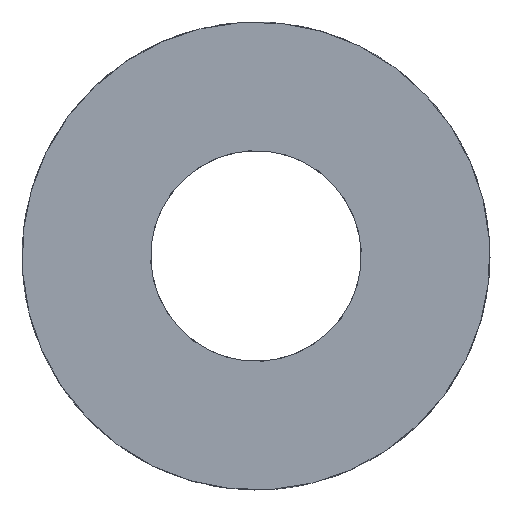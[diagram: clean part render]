
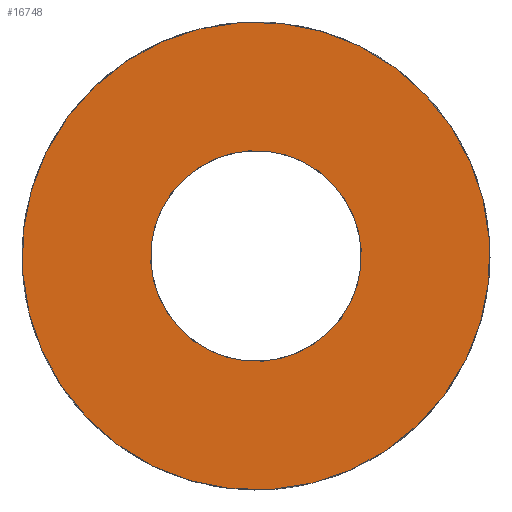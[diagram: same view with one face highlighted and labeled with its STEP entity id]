
A CAD part, left-side view. The second image highlights one B-rep face of the part: STEP entity #16748.
In plain terms, the highlighted face is planar.
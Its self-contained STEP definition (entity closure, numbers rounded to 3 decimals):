
#16292=CARTESIAN_POINT('',(0.,0.,0.));
#16293=DIRECTION('',(0.,0.,1.));
#16294=DIRECTION('',(-1.,0.,0.));
#16295=AXIS2_PLACEMENT_3D('',#16292,#16293,#16294);
#16330=CARTESIAN_POINT('',(0.,0.,0.));
#16331=DIRECTION('',(0.,0.,-1.));
#16332=DIRECTION('',(-1.,0.,0.));
#16333=AXIS2_PLACEMENT_3D('',#16330,#16331,#16332);
#16386=CARTESIAN_POINT('',(0.,0.,0.));
#16387=DIRECTION('',(0.,0.,-1.));
#16388=DIRECTION('',(1.,0.,0.));
#16389=AXIS2_PLACEMENT_3D('',#16386,#16387,#16388);
#16403=CARTESIAN_POINT('',(0.,0.,0.));
#16404=DIRECTION('',(0.,0.,1.));
#16405=DIRECTION('',(1.,0.,0.));
#16406=AXIS2_PLACEMENT_3D('',#16403,#16404,#16405);
#16523=CARTESIAN_POINT('',(20.,0.,0.));
#16524=VERTEX_POINT('',#16523);
#16525=CARTESIAN_POINT('',(-20.,0.,0.));
#16526=VERTEX_POINT('',#16525);
#16527=CARTESIAN_POINT('',(9.,0.,0.));
#16528=CARTESIAN_POINT('',(-9.,0.,0.));
#16529=VERTEX_POINT('',#16527);
#16530=VERTEX_POINT('',#16528);
#16734=CARTESIAN_POINT('',(0.,0.,0.));
#16735=DIRECTION('',(0.,0.,1.));
#16736=DIRECTION('',(1.,0.,0.));
#16737=AXIS2_PLACEMENT_3D('',#16734,#16735,#16736);
#16738=PLANE('',#16737);
#16739=ORIENTED_EDGE('',*,*,#16713,.F.);
#16740=ORIENTED_EDGE('',*,*,#16647,.F.);
#16741=EDGE_LOOP('',(#16739,#16740));
#16742=FACE_OUTER_BOUND('',#16741,.F.);
#16744=ORIENTED_EDGE('',*,*,#16743,.F.);
#16745=ORIENTED_EDGE('',*,*,#16584,.F.);
#16746=EDGE_LOOP('',(#16744,#16745));
#16747=FACE_BOUND('',#16746,.F.);
#16748=ADVANCED_FACE('',(#16742,#16747),#16738,.F.);
#16296=CIRCLE('',#16295,9.);
#16334=CIRCLE('',#16333,20.);
#16390=CIRCLE('',#16389,20.);
#16407=CIRCLE('',#16406,9.);
#16584=EDGE_CURVE('',#16530,#16529,#16296,.T.);
#16647=EDGE_CURVE('',#16526,#16524,#16334,.T.);
#16713=EDGE_CURVE('',#16524,#16526,#16390,.T.);
#16743=EDGE_CURVE('',#16529,#16530,#16407,.T.);
